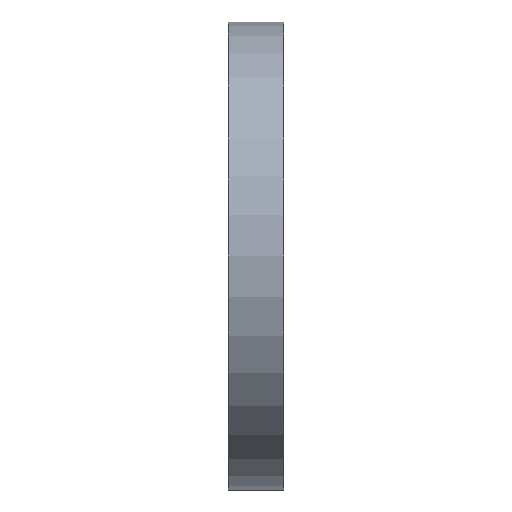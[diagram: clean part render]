
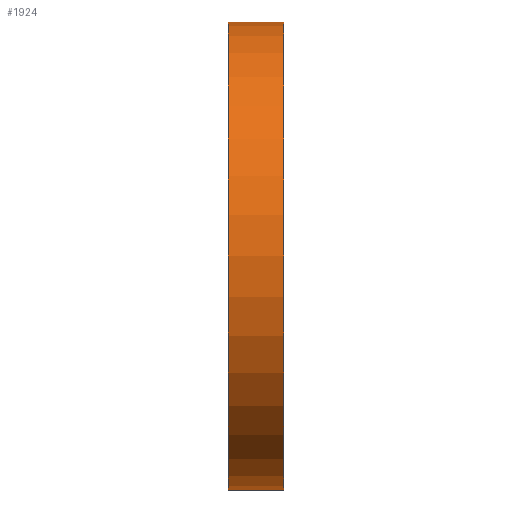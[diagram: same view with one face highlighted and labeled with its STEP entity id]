
A CAD part, left-side view. The second image highlights one B-rep face of the part: STEP entity #1924.
In plain terms, the highlighted cylindrical face has radius 84.75 mm (diameter 169.5 mm), a full revolution.
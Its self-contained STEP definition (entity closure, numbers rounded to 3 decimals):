
#54=CYLINDRICAL_SURFACE('',#2216,84.75);
#214=FACE_OUTER_BOUND('',#369,.T.);
#369=EDGE_LOOP('',(#1731,#1732,#1733,#1734));
#484=LINE('',#3443,#596);
#596=VECTOR('',#2870,84.75);
#600=CIRCLE('',#1954,84.75);
#750=CIRCLE('',#2217,84.75);
#754=VERTEX_POINT('',#2883);
#939=VERTEX_POINT('',#3441);
#944=EDGE_CURVE('',#754,#754,#600,.T.);
#1204=EDGE_CURVE('',#939,#939,#750,.T.);
#1205=EDGE_CURVE('',#939,#754,#484,.T.);
#1731=ORIENTED_EDGE('',*,*,#1204,.F.);
#1732=ORIENTED_EDGE('',*,*,#1205,.T.);
#1733=ORIENTED_EDGE('',*,*,#944,.T.);
#1734=ORIENTED_EDGE('',*,*,#1205,.F.);
#1924=ADVANCED_FACE('',(#214),#54,.T.);
#1954=AXIS2_PLACEMENT_3D('',#2884,#2232,#2233);
#2216=AXIS2_PLACEMENT_3D('',#3440,#2866,#2867);
#2217=AXIS2_PLACEMENT_3D('',#3442,#2868,#2869);
#2232=DIRECTION('center_axis',(0.,1.,0.));
#2233=DIRECTION('ref_axis',(-1.,0.,0.));
#2866=DIRECTION('center_axis',(0.,1.,0.));
#2867=DIRECTION('ref_axis',(-1.,0.,0.));
#2868=DIRECTION('center_axis',(0.,1.,0.));
#2869=DIRECTION('ref_axis',(-1.,0.,0.));
#2870=DIRECTION('',(0.,-1.,0.));
#2883=CARTESIAN_POINT('',(84.75,0.,0.));
#2884=CARTESIAN_POINT('Origin',(0.,0.,0.));
#3440=CARTESIAN_POINT('Origin',(0.,0.,0.));
#3441=CARTESIAN_POINT('',(84.75,20.,0.));
#3442=CARTESIAN_POINT('Origin',(0.,20.,0.));
#3443=CARTESIAN_POINT('',(84.75,0.,0.));
